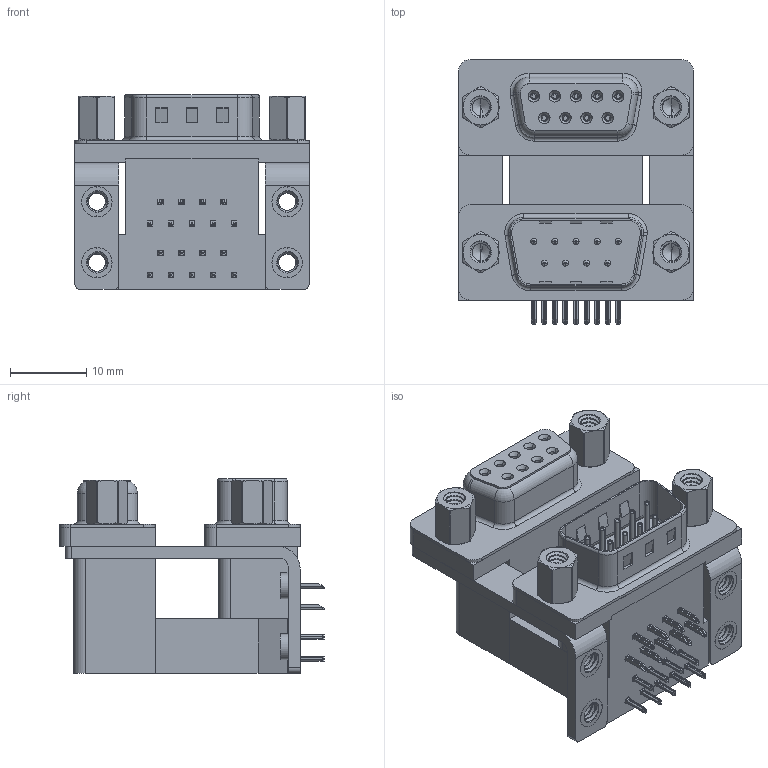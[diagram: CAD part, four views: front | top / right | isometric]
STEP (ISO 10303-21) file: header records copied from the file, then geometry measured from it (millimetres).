
FILE_DESCRIPTION (( 'STEP AP203' ), '1' );
FILE_NAME ('664-009-264-056.STEP', '2022-06-20T13:19:21', ( '' ), ( '' ), 'SwSTEP 2.0', 'SolidWorks 2020', '' );
FILE_SCHEMA (( 'CONFIG_CONTROL_DESIGN' ));
Length unit declared in the file: millimetre
Products named in the file (14): 664 Contact Top Upper_M; 664 4-40 Threaded Board Mount; 664 Threaded Rivet_4-40; 664 Shell Receptacle_09 Contacts; 664-009-264-056; 664 Housing Spacer_09 Contacts M; 664 Mounting Bracket_ThruM; 664 Housing Upper_09 Contacts M; 664 Contact Bottom Upper_M; 664 Contact Bottom Lower; 664 Housing Lower_09 Contacts; 664 Contact Top Lower; 664 Shell Plug_09 Contacts; 664 4-40 Hex Standoff 5
Assembly tree (37 placements, depth 2):
  664-009-264-056
    664 Housing Lower_09 Contacts
    664 Housing Spacer_09 Contacts M
    664 Housing Upper_09 Contacts M
    664 Shell Plug_09 Contacts
    664 Shell Receptacle_09 Contacts
    664 Contact Bottom Lower  x4
    664 Contact Top Lower  x5
    664 Contact Bottom Upper_M  x4
    664 Contact Top Upper_M  x5
    664 Mounting Bracket_ThruM  x2
    664 4-40 Threaded Board Mount  x4
    664 Threaded Rivet_4-40  x4
    664 4-40 Hex Standoff 5  x4
Bounding box: 30.81 x 34.78 x 25.6 mm (x, y, z)
Volume: 11233.8 mm3; surface area: 13769.3 mm2
Topology: 37 solids, 37 shells, 2921 faces, 7515 edges, 4721 vertices
Faces by surface type: plane 1319, cylinder 915, bspline 356, cone 208, torus 123
Entity records: 44356 total; most frequent: CARTESIAN_POINT 15457, ORIENTED_EDGE 5722, DIRECTION 5286, EDGE_CURVE 2861, VERTEX_POINT 1819, AXIS2_PLACEMENT_3D 1766, LINE 1754, VECTOR 1754
